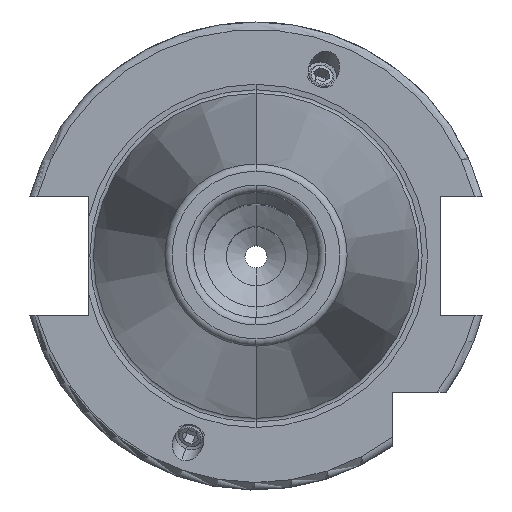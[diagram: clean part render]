
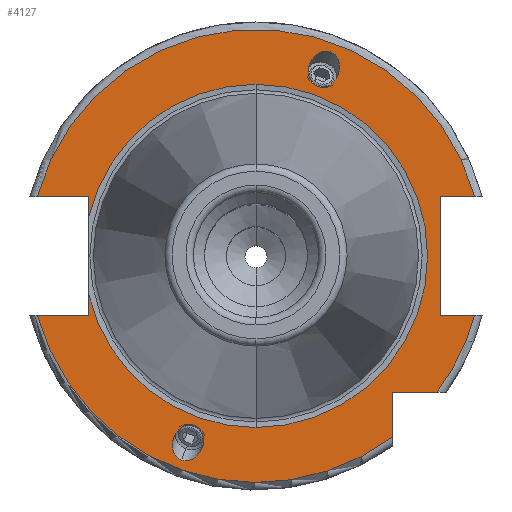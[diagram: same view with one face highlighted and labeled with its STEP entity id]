
A CAD part, top view. The second image highlights one B-rep face of the part: STEP entity #4127.
In plain terms, the highlighted planar face has unit normal (0, 0, 1).
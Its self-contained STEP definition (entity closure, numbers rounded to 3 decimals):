
#1143=DIRECTION('',(1,0,0));
#1144=VECTOR('',#1143,7.004);
#1145=CARTESIAN_POINT('',(-29.704,-8.05,18.1));
#1146=LINE('',#1145,#1144);
#1147=DIRECTION('',(0,1,0));
#1148=VECTOR('',#1147,2.753);
#1149=CARTESIAN_POINT('',(-22.7,-8.05,18.1));
#1150=LINE('',#1149,#1148);
#1151=DIRECTION('',(0,1,0));
#1152=VECTOR('',#1151,2.753);
#1153=CARTESIAN_POINT('',(-22.7,5.297,18.1));
#1154=LINE('',#1153,#1152);
#1155=DIRECTION('',(1,0,0));
#1156=VECTOR('',#1155,7.004);
#1157=CARTESIAN_POINT('',(-29.704,8.05,18.1));
#1158=LINE('',#1157,#1156);
#1159=DIRECTION('',(-1,0,0));
#1160=VECTOR('',#1159,4.704);
#1161=CARTESIAN_POINT('',(29.704,8.05,18.1));
#1162=LINE('',#1161,#1160);
#1163=DIRECTION('',(0,-1,0));
#1164=VECTOR('',#1163,16.1);
#1165=CARTESIAN_POINT('',(25,8.05,18.1));
#1166=LINE('',#1165,#1164);
#1167=DIRECTION('',(-1,0,0));
#1168=VECTOR('',#1167,4.704);
#1169=CARTESIAN_POINT('',(29.704,-8.05,18.1));
#1170=LINE('',#1169,#1168);
#1171=CARTESIAN_POINT('',(0,0,18.1));
#1172=DIRECTION('',(0,0,1));
#1173=DIRECTION('',(0.799,-0.601,0));
#1174=AXIS2_PLACEMENT_3D('',#1171,#1172,#1173);
#1176=DIRECTION('',(-1,0,0));
#1177=VECTOR('',#1176,6.094);
#1178=CARTESIAN_POINT('',(24.594,-18.5,18.1));
#1179=LINE('',#1178,#1177);
#1180=DIRECTION('',(0,1,0));
#1181=VECTOR('',#1180,6.094);
#1182=CARTESIAN_POINT('',(18.5,-24.594,18.1));
#1183=LINE('',#1182,#1181);
#1184=CARTESIAN_POINT('',(10.09,27.723,18.1));
#1185=CARTESIAN_POINT('',(9.863,27.806,18.1));
#1186=CARTESIAN_POINT('',(9.337,27.884,18.1));
#1187=CARTESIAN_POINT('',(8.455,27.594,18.1));
#1188=CARTESIAN_POINT('',(7.834,27.033,18.1));
#1189=CARTESIAN_POINT('',(7.483,26.49,18.1));
#1190=CARTESIAN_POINT('',(7.298,26.077,18.1));
#1191=CARTESIAN_POINT('',(7.174,25.641,18.1));
#1192=CARTESIAN_POINT('',(7.094,25.,18.1));
#1193=CARTESIAN_POINT('',(7.208,24.17,18.1));
#1194=CARTESIAN_POINT('',(7.698,23.381,18.1));
#1195=CARTESIAN_POINT('',(8.152,23.103,18.1));
#1196=CARTESIAN_POINT('',(8.379,23.02,18.1));
#1198=CARTESIAN_POINT('',(8.379,23.02,18.1));
#1199=CARTESIAN_POINT('',(8.606,22.937,18.1));
#1200=CARTESIAN_POINT('',(9.133,22.859,18.1));
#1201=CARTESIAN_POINT('',(10.014,23.149,18.1));
#1202=CARTESIAN_POINT('',(10.635,23.711,18.1));
#1203=CARTESIAN_POINT('',(10.986,24.253,18.1));
#1204=CARTESIAN_POINT('',(11.171,24.667,18.1));
#1205=CARTESIAN_POINT('',(11.295,25.103,18.1));
#1206=CARTESIAN_POINT('',(11.375,25.744,18.1));
#1207=CARTESIAN_POINT('',(11.261,26.573,18.1));
#1208=CARTESIAN_POINT('',(10.771,27.362,18.1));
#1209=CARTESIAN_POINT('',(10.318,27.641,18.1));
#1210=CARTESIAN_POINT('',(10.09,27.723,18.1));
#1212=CARTESIAN_POINT('',(-10.09,-27.723,18.1));
#1213=CARTESIAN_POINT('',(-10.318,-27.641,18.1));
#1214=CARTESIAN_POINT('',(-10.771,-27.362,18.1));
#1215=CARTESIAN_POINT('',(-11.261,-26.573,18.1));
#1216=CARTESIAN_POINT('',(-11.375,-25.744,18.1));
#1217=CARTESIAN_POINT('',(-11.295,-25.103,18.1));
#1218=CARTESIAN_POINT('',(-11.171,-24.667,18.1));
#1219=CARTESIAN_POINT('',(-10.986,-24.253,18.1));
#1220=CARTESIAN_POINT('',(-10.635,-23.711,18.1));
#1221=CARTESIAN_POINT('',(-10.014,-23.149,18.1));
#1222=CARTESIAN_POINT('',(-9.133,-22.859,18.1));
#1223=CARTESIAN_POINT('',(-8.606,-22.937,18.1));
#1224=CARTESIAN_POINT('',(-8.379,-23.02,18.1));
#1226=CARTESIAN_POINT('',(-8.379,-23.02,18.1));
#1227=CARTESIAN_POINT('',(-8.152,-23.103,18.1));
#1228=CARTESIAN_POINT('',(-7.698,-23.381,18.1));
#1229=CARTESIAN_POINT('',(-7.208,-24.17,18.1));
#1230=CARTESIAN_POINT('',(-7.094,-25.,18.1));
#1231=CARTESIAN_POINT('',(-7.174,-25.641,18.1));
#1232=CARTESIAN_POINT('',(-7.298,-26.077,18.1));
#1233=CARTESIAN_POINT('',(-7.483,-26.49,18.1));
#1234=CARTESIAN_POINT('',(-7.834,-27.033,18.1));
#1235=CARTESIAN_POINT('',(-8.455,-27.594,18.1));
#1236=CARTESIAN_POINT('',(-9.337,-27.884,18.1));
#1237=CARTESIAN_POINT('',(-9.863,-27.806,18.1));
#1238=CARTESIAN_POINT('',(-10.09,-27.723,18.1));
#1248=CARTESIAN_POINT('',(0,0,18.1));
#1249=DIRECTION('',(0,0,1));
#1250=DIRECTION('',(0,1,0));
#1251=AXIS2_PLACEMENT_3D('',#1248,#1249,#1250);
#1261=CARTESIAN_POINT('',(0,0,18.1));
#1262=DIRECTION('',(0,0,1));
#1263=DIRECTION('',(-0.974,-0.227,0));
#1264=AXIS2_PLACEMENT_3D('',#1261,#1262,#1263);
#1266=CARTESIAN_POINT('',(0,0,18.1));
#1267=DIRECTION('',(0,0,-1));
#1268=DIRECTION('',(0,1,0));
#1269=AXIS2_PLACEMENT_3D('',#1266,#1267,#1268);
#2187=CARTESIAN_POINT('',(0,0,18.1));
#2188=DIRECTION('',(0,0,1));
#2189=DIRECTION('',(0.965,0.262,0));
#2190=AXIS2_PLACEMENT_3D('',#2187,#2188,#2189);
#2238=CARTESIAN_POINT('',(0,0,18.1));
#2239=DIRECTION('',(0,0,1));
#2240=DIRECTION('',(-0.965,-0.262,0));
#2241=AXIS2_PLACEMENT_3D('',#2238,#2239,#2240);
#2805=CARTESIAN_POINT('',(-29.704,-8.05,18.1));
#2806=CARTESIAN_POINT('',(-22.7,-8.05,18.1));
#2807=VERTEX_POINT('',#2805);
#2808=VERTEX_POINT('',#2806);
#2809=CARTESIAN_POINT('',(-22.7,-5.297,18.1));
#2810=VERTEX_POINT('',#2809);
#2811=CARTESIAN_POINT('',(-22.7,5.297,18.1));
#2812=CARTESIAN_POINT('',(-22.7,8.05,18.1));
#2813=VERTEX_POINT('',#2811);
#2814=VERTEX_POINT('',#2812);
#2815=CARTESIAN_POINT('',(-29.704,8.05,18.1));
#2816=VERTEX_POINT('',#2815);
#2817=CARTESIAN_POINT('',(25,8.05,18.1));
#2818=CARTESIAN_POINT('',(25,-8.05,18.1));
#2819=VERTEX_POINT('',#2817);
#2820=VERTEX_POINT('',#2818);
#2821=CARTESIAN_POINT('',(29.704,-8.05,18.1));
#2822=VERTEX_POINT('',#2821);
#2823=CARTESIAN_POINT('',(29.704,8.05,18.1));
#2824=VERTEX_POINT('',#2823);
#2825=CARTESIAN_POINT('',(18.5,-24.594,18.1));
#2826=CARTESIAN_POINT('',(18.5,-18.5,18.1));
#2827=VERTEX_POINT('',#2825);
#2828=VERTEX_POINT('',#2826);
#2829=CARTESIAN_POINT('',(24.594,-18.5,18.1));
#2830=VERTEX_POINT('',#2829);
#2933=VERTEX_POINT('',#1184);
#2934=VERTEX_POINT('',#1196);
#2984=CARTESIAN_POINT('',(-10.09,-27.723,18.1));
#2986=VERTEX_POINT('',#2984);
#2991=CARTESIAN_POINT('',(-8.379,-23.02,18.1));
#2992=VERTEX_POINT('',#2991);
#3039=CARTESIAN_POINT('',(0,23.31,18.1));
#3040=VERTEX_POINT('',#3039);
#3041=CARTESIAN_POINT('',(0,-23.31,18.1));
#3042=VERTEX_POINT('',#3041);
#4086=CARTESIAN_POINT('',(0,0,18.1));
#4087=DIRECTION('',(0,0,-1));
#4088=DIRECTION('',(0,-1,0));
#4089=AXIS2_PLACEMENT_3D('',#4086,#4087,#4088);
#4090=PLANE('',#4089);
#4091=ORIENTED_EDGE('',*,*,#3956,.T.);
#4092=ORIENTED_EDGE('',*,*,#3980,.T.);
#4094=ORIENTED_EDGE('',*,*,#4093,.T.);
#4096=ORIENTED_EDGE('',*,*,#4095,.F.);
#4098=ORIENTED_EDGE('',*,*,#4097,.T.);
#4099=ORIENTED_EDGE('',*,*,#3976,.T.);
#4100=ORIENTED_EDGE('',*,*,#4003,.F.);
#4102=ORIENTED_EDGE('',*,*,#4101,.F.);
#4103=ORIENTED_EDGE('',*,*,#4052,.T.);
#4104=ORIENTED_EDGE('',*,*,#4074,.T.);
#4105=ORIENTED_EDGE('',*,*,#3186,.F.);
#4107=ORIENTED_EDGE('',*,*,#4106,.F.);
#4108=ORIENTED_EDGE('',*,*,#3851,.T.);
#4110=ORIENTED_EDGE('',*,*,#4109,.F.);
#4112=ORIENTED_EDGE('',*,*,#4111,.F.);
#4113=EDGE_LOOP('',(#4091,#4092,#4094,#4096,#4098,#4099,#4100,#4102,#4103,#4104,
#4105,#4107,#4108,#4110,#4112));
#4114=FACE_OUTER_BOUND('',#4113,.F.);
#4116=ORIENTED_EDGE('',*,*,#4115,.T.);
#4118=ORIENTED_EDGE('',*,*,#4117,.T.);
#4119=EDGE_LOOP('',(#4116,#4118));
#4120=FACE_BOUND('',#4119,.F.);
#4122=ORIENTED_EDGE('',*,*,#4121,.F.);
#4124=ORIENTED_EDGE('',*,*,#4123,.F.);
#4125=EDGE_LOOP('',(#4122,#4124));
#4126=FACE_BOUND('',#4125,.F.);
#4127=ADVANCED_FACE('',(#4114,#4120,#4126),#4090,.F.);
#1175=CIRCLE('',#1174,30.775);
#1197=B_SPLINE_CURVE_WITH_KNOTS('',3,(#1184,#1185,#1186,#1187,#1188,#1189,#1190,
#1191,#1192,#1193,#1194,#1195,#1196),.UNSPECIFIED.,.F.,.F.,(4,1,1,1,1,1,1,1,1,1,
4),(0,0.125,0.25,0.375,0.438,0.5,0.563,0.625,0.75,0.875,
1.0),.UNSPECIFIED.);
#1211=B_SPLINE_CURVE_WITH_KNOTS('',3,(#1198,#1199,#1200,#1201,#1202,#1203,#1204,
#1205,#1206,#1207,#1208,#1209,#1210),.UNSPECIFIED.,.F.,.F.,(4,1,1,1,1,1,1,1,1,1,
4),(0,0.125,0.25,0.375,0.438,0.5,0.563,0.625,0.75,0.875,
1.0),.UNSPECIFIED.);
#1225=B_SPLINE_CURVE_WITH_KNOTS('',3,(#1212,#1213,#1214,#1215,#1216,#1217,#1218,
#1219,#1220,#1221,#1222,#1223,#1224),.UNSPECIFIED.,.F.,.F.,(4,1,1,1,1,1,1,1,1,1,
4),(0,0.125,0.25,0.375,0.438,0.5,0.563,0.625,0.75,0.875,
1.0),.UNSPECIFIED.);
#1239=B_SPLINE_CURVE_WITH_KNOTS('',3,(#1226,#1227,#1228,#1229,#1230,#1231,#1232,
#1233,#1234,#1235,#1236,#1237,#1238),.UNSPECIFIED.,.F.,.F.,(4,1,1,1,1,1,1,1,1,1,
4),(0,0.125,0.25,0.375,0.438,0.5,0.563,0.625,0.75,0.875,
1.0),.UNSPECIFIED.);
#1252=CIRCLE('',#1251,23.31);
#1265=CIRCLE('',#1264,23.31);
#1270=CIRCLE('',#1269,23.31);
#2191=CIRCLE('',#2190,30.775);
#2242=CIRCLE('',#2241,30.775);
#3186=EDGE_CURVE('',#2822,#2820,#1170,.T.);
#3851=EDGE_CURVE('',#2830,#2828,#1179,.T.);
#3956=EDGE_CURVE('',#2807,#2808,#1146,.T.);
#3976=EDGE_CURVE('',#2813,#2814,#1154,.T.);
#3980=EDGE_CURVE('',#2808,#2810,#1150,.T.);
#4003=EDGE_CURVE('',#2816,#2814,#1158,.T.);
#4052=EDGE_CURVE('',#2824,#2819,#1162,.T.);
#4074=EDGE_CURVE('',#2819,#2820,#1166,.T.);
#4093=EDGE_CURVE('',#2810,#3042,#1265,.T.);
#4095=EDGE_CURVE('',#3040,#3042,#1270,.T.);
#4097=EDGE_CURVE('',#3040,#2813,#1252,.T.);
#4101=EDGE_CURVE('',#2824,#2816,#2191,.T.);
#4106=EDGE_CURVE('',#2830,#2822,#1175,.T.);
#4109=EDGE_CURVE('',#2827,#2828,#1183,.T.);
#4111=EDGE_CURVE('',#2807,#2827,#2242,.T.);
#4115=EDGE_CURVE('',#2933,#2934,#1197,.T.);
#4117=EDGE_CURVE('',#2934,#2933,#1211,.T.);
#4121=EDGE_CURVE('',#2986,#2992,#1225,.T.);
#4123=EDGE_CURVE('',#2992,#2986,#1239,.T.);
